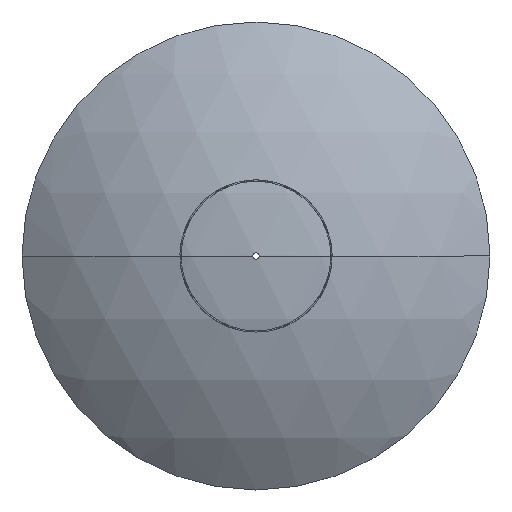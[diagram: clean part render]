
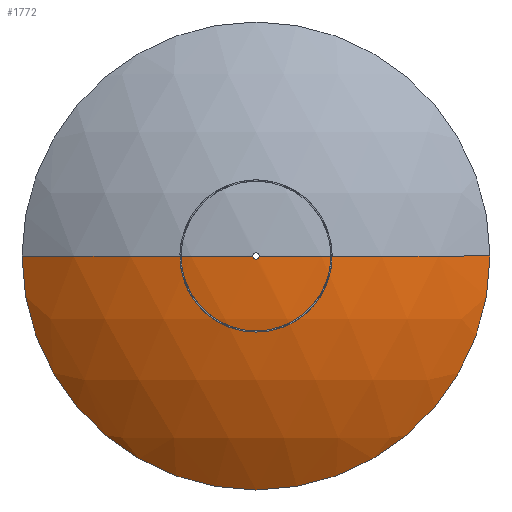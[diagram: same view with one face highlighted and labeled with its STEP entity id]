
A CAD part, front view. The second image highlights one B-rep face of the part: STEP entity #1772.
In plain terms, the highlighted spherical face has radius 1600 mm.
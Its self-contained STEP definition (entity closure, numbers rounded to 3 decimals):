
#53 = DIRECTION ( 'NONE',  ( 0., -1., 0. ) ) ;
#64 = CARTESIAN_POINT ( 'NONE',  ( 0., 0.057, -13.5 ) ) ;
#69 = EDGE_CURVE ( 'NONE', #1945, #2182, #767, .T. ) ;
#269 = FACE_OUTER_BOUND ( 'NONE', #1976, .T. ) ;
#313 = CARTESIAN_POINT ( 'NONE',  ( 13.5, 0.057, 0. ) ) ;
#329 = ORIENTED_EDGE ( 'NONE', *, *, #2003, .F. ) ;
#408 = DIRECTION ( 'NONE',  ( 0., 0., 1. ) ) ;
#537 = DIRECTION ( 'NONE',  ( 1., 0., 0. ) ) ;
#680 = SPHERICAL_SURFACE ( 'NONE', #905, 1600.001 ) ;
#723 = VERTEX_POINT ( 'NONE', #803 ) ;
#750 = AXIS2_PLACEMENT_3D ( 'NONE', #1689, #53, #1676 ) ;
#767 = CIRCLE ( 'NONE', #2102, 1600.001 ) ;
#803 = CARTESIAN_POINT ( 'NONE',  ( -1000., 351., 0. ) ) ;
#844 = CARTESIAN_POINT ( 'NONE',  ( 0., 1600.001, 0. ) ) ;
#854 = EDGE_CURVE ( 'NONE', #2182, #723, #1781, .T. ) ;
#901 = ORIENTED_EDGE ( 'NONE', *, *, #854, .F. ) ;
#905 = AXIS2_PLACEMENT_3D ( 'NONE', #2107, #1385, #1540 ) ;
#938 = ORIENTED_EDGE ( 'NONE', *, *, #1383, .F. ) ;
#1024 = AXIS2_PLACEMENT_3D ( 'NONE', #844, #2277, #1373 ) ;
#1137 = AXIS2_PLACEMENT_3D ( 'NONE', #2028, #1686, #408 ) ;
#1194 = ORIENTED_EDGE ( 'NONE', *, *, #69, .F. ) ;
#1200 = DIRECTION ( 'NONE',  ( 0., 1., 0. ) ) ;
#1248 = AXIS2_PLACEMENT_3D ( 'NONE', #1733, #1200, #1415 ) ;
#1373 = DIRECTION ( 'NONE',  ( -1., 0., 0. ) ) ;
#1383 = EDGE_CURVE ( 'NONE', #2265, #1476, #2303, .T. ) ;
#1385 = DIRECTION ( 'NONE',  ( 0., 0., 1. ) ) ;
#1386 = ORIENTED_EDGE ( 'NONE', *, *, #1687, .T. ) ;
#1415 = DIRECTION ( 'NONE',  ( -1., 0., 0. ) ) ;
#1442 = DIRECTION ( 'NONE',  ( 0., 0., 1. ) ) ;
#1476 = VERTEX_POINT ( 'NONE', #64 ) ;
#1540 = DIRECTION ( 'NONE',  ( -1., 0., 0. ) ) ;
#1665 = CIRCLE ( 'NONE', #1024, 1600.001 ) ;
#1676 = DIRECTION ( 'NONE',  ( 0., 0., 1. ) ) ;
#1686 = DIRECTION ( 'NONE',  ( 0., -1., 0. ) ) ;
#1687 = EDGE_CURVE ( 'NONE', #2265, #723, #1665, .T. ) ;
#1689 = CARTESIAN_POINT ( 'NONE',  ( 0., 0.057, 0. ) ) ;
#1730 = CARTESIAN_POINT ( 'NONE',  ( 1000., 351., 0. ) ) ;
#1733 = CARTESIAN_POINT ( 'NONE',  ( 0., 351., 0. ) ) ;
#1772 = ADVANCED_FACE ( 'NONE', ( #269 ), #680, .T. ) ;
#1781 = CIRCLE ( 'NONE', #1248, 1000. ) ;
#1945 = VERTEX_POINT ( 'NONE', #313 ) ;
#1947 = CARTESIAN_POINT ( 'NONE',  ( -13.5, 0.057, 0. ) ) ;
#1976 = EDGE_LOOP ( 'NONE', ( #1194, #329, #938, #1386, #901 ) ) ;
#2003 = EDGE_CURVE ( 'NONE', #1476, #1945, #2269, .T. ) ;
#2028 = CARTESIAN_POINT ( 'NONE',  ( 0., 0.057, 0. ) ) ;
#2102 = AXIS2_PLACEMENT_3D ( 'NONE', #2332, #1442, #537 ) ;
#2107 = CARTESIAN_POINT ( 'NONE',  ( 0., 1600.001, 0. ) ) ;
#2182 = VERTEX_POINT ( 'NONE', #1730 ) ;
#2265 = VERTEX_POINT ( 'NONE', #1947 ) ;
#2269 = CIRCLE ( 'NONE', #1137, 13.5 ) ;
#2277 = DIRECTION ( 'NONE',  ( 0., 0., -1. ) ) ;
#2303 = CIRCLE ( 'NONE', #750, 13.5 ) ;
#2332 = CARTESIAN_POINT ( 'NONE',  ( 0., 1600.001, 0. ) ) ;
